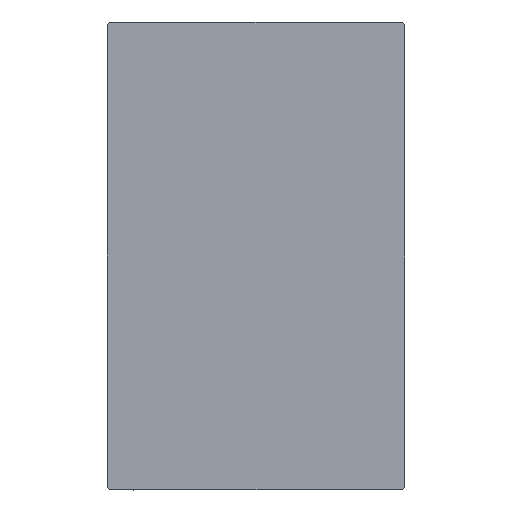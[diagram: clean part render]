
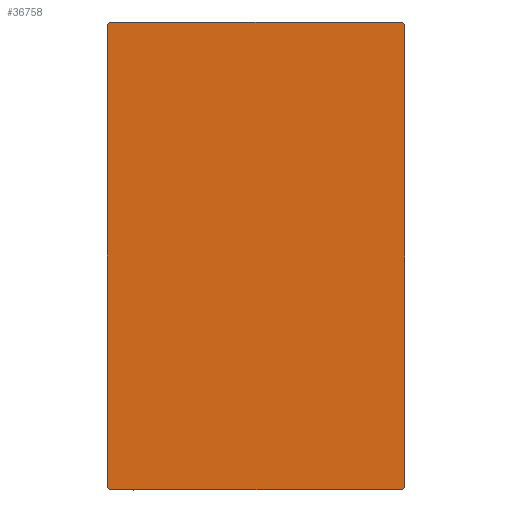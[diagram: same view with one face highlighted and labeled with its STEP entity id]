
A CAD part, left-side view. The second image highlights one B-rep face of the part: STEP entity #36758.
In plain terms, the highlighted face is planar.
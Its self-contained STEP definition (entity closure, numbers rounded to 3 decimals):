
#736 = AXIS2_PLACEMENT_3D ( 'NONE', #14979, #28559, #8175 ) ;
#944 = LINE ( 'NONE', #23733, #7060 ) ;
#1220 = CARTESIAN_POINT ( 'NONE',  ( 76., 17.5, -27.5 ) ) ;
#3314 = CARTESIAN_POINT ( 'NONE',  ( 76., -17.2, -27.5 ) ) ;
#4124 = EDGE_LOOP ( 'NONE', ( #39632, #26212, #23133, #16190, #20259, #36181, #35637, #20813 ) ) ;
#5016 = LINE ( 'NONE', #14886, #41913 ) ;
#6206 = EDGE_CURVE ( 'NONE', #24910, #15375, #42375, .T. ) ;
#6802 = VERTEX_POINT ( 'NONE', #16748 ) ;
#7060 = VECTOR ( 'NONE', #23511, 1000. ) ;
#7212 = LINE ( 'NONE', #16641, #42673 ) ;
#7693 = VECTOR ( 'NONE', #33488, 1000. ) ;
#8032 = EDGE_CURVE ( 'NONE', #15375, #41009, #7212, .T. ) ;
#8175 = DIRECTION ( 'NONE',  ( 0., 0., -1. ) ) ;
#8255 = CARTESIAN_POINT ( 'NONE',  ( 76., 17.5, 27.2 ) ) ;
#9022 = DIRECTION ( 'NONE',  ( 0., 1., 0. ) ) ;
#9619 = VERTEX_POINT ( 'NONE', #12554 ) ;
#10043 = LINE ( 'NONE', #13559, #7693 ) ;
#10093 = EDGE_CURVE ( 'NONE', #6802, #9619, #10043, .T. ) ;
#11811 = EDGE_CURVE ( 'NONE', #35482, #6802, #12637, .T. ) ;
#12554 = CARTESIAN_POINT ( 'NONE',  ( 76., -17.5, -27.2 ) ) ;
#12637 = LINE ( 'NONE', #15922, #40549 ) ;
#12879 = CARTESIAN_POINT ( 'NONE',  ( 76., 17.5, -27.2 ) ) ;
#13218 = VECTOR ( 'NONE', #9022, 1000. ) ;
#13559 = CARTESIAN_POINT ( 'NONE',  ( 76., -17.5, 27.5 ) ) ;
#14886 = CARTESIAN_POINT ( 'NONE',  ( 76., -22.35, -22.35 ) ) ;
#14979 = CARTESIAN_POINT ( 'NONE',  ( 76., 0., 0. ) ) ;
#15242 = DIRECTION ( 'NONE',  ( 0., 0., 1. ) ) ;
#15375 = VERTEX_POINT ( 'NONE', #24827 ) ;
#15740 = DIRECTION ( 'NONE',  ( 0., 0.707, -0.707 ) ) ;
#15922 = CARTESIAN_POINT ( 'NONE',  ( 76., -22.35, 22.35 ) ) ;
#16190 = ORIENTED_EDGE ( 'NONE', *, *, #36828, .T. ) ;
#16641 = CARTESIAN_POINT ( 'NONE',  ( 76., 22.35, -22.35 ) ) ;
#16748 = CARTESIAN_POINT ( 'NONE',  ( 76., -17.5, 27.2 ) ) ;
#17289 = DIRECTION ( 'NONE',  ( 0., 0.707, 0.707 ) ) ;
#19577 = VECTOR ( 'NONE', #15242, 1000. ) ;
#19760 = CARTESIAN_POINT ( 'NONE',  ( 76., 22.35, 22.35 ) ) ;
#20259 = ORIENTED_EDGE ( 'NONE', *, *, #33340, .T. ) ;
#20278 = DIRECTION ( 'NONE',  ( 0., -0.707, -0.707 ) ) ;
#20813 = ORIENTED_EDGE ( 'NONE', *, *, #26503, .T. ) ;
#23133 = ORIENTED_EDGE ( 'NONE', *, *, #35968, .T. ) ;
#23511 = DIRECTION ( 'NONE',  ( 0., -1., 0. ) ) ;
#23733 = CARTESIAN_POINT ( 'NONE',  ( 76., 17.5, 27.5 ) ) ;
#24827 = CARTESIAN_POINT ( 'NONE',  ( 76., 17.2, -27.5 ) ) ;
#24910 = VERTEX_POINT ( 'NONE', #3314 ) ;
#25524 = LINE ( 'NONE', #1220, #19577 ) ;
#26212 = ORIENTED_EDGE ( 'NONE', *, *, #8032, .T. ) ;
#26503 = EDGE_CURVE ( 'NONE', #9619, #24910, #5016, .T. ) ;
#27290 = VERTEX_POINT ( 'NONE', #30517 ) ;
#28559 = DIRECTION ( 'NONE',  ( 1., 0., 0. ) ) ;
#30517 = CARTESIAN_POINT ( 'NONE',  ( 76., 17.2, 27.5 ) ) ;
#30836 = VECTOR ( 'NONE', #39082, 1000. ) ;
#32292 = LINE ( 'NONE', #19760, #30836 ) ;
#32929 = CARTESIAN_POINT ( 'NONE',  ( 76., -17.2, 27.5 ) ) ;
#33340 = EDGE_CURVE ( 'NONE', #27290, #35482, #944, .T. ) ;
#33488 = DIRECTION ( 'NONE',  ( 0., 0., -1. ) ) ;
#35482 = VERTEX_POINT ( 'NONE', #32929 ) ;
#35637 = ORIENTED_EDGE ( 'NONE', *, *, #10093, .T. ) ;
#35968 = EDGE_CURVE ( 'NONE', #41009, #41954, #25524, .T. ) ;
#36181 = ORIENTED_EDGE ( 'NONE', *, *, #11811, .T. ) ;
#36758 = ADVANCED_FACE ( 'NONE', ( #41742 ), #38019, .T. ) ;
#36828 = EDGE_CURVE ( 'NONE', #41954, #27290, #32292, .T. ) ;
#38019 = PLANE ( 'NONE',  #736 ) ;
#39082 = DIRECTION ( 'NONE',  ( 0., -0.707, 0.707 ) ) ;
#39304 = CARTESIAN_POINT ( 'NONE',  ( 76., -17.5, -27.5 ) ) ;
#39632 = ORIENTED_EDGE ( 'NONE', *, *, #6206, .T. ) ;
#40549 = VECTOR ( 'NONE', #20278, 1000. ) ;
#41009 = VERTEX_POINT ( 'NONE', #12879 ) ;
#41742 = FACE_OUTER_BOUND ( 'NONE', #4124, .T. ) ;
#41913 = VECTOR ( 'NONE', #15740, 1000. ) ;
#41954 = VERTEX_POINT ( 'NONE', #8255 ) ;
#42375 = LINE ( 'NONE', #39304, #13218 ) ;
#42673 = VECTOR ( 'NONE', #17289, 1000. ) ;
